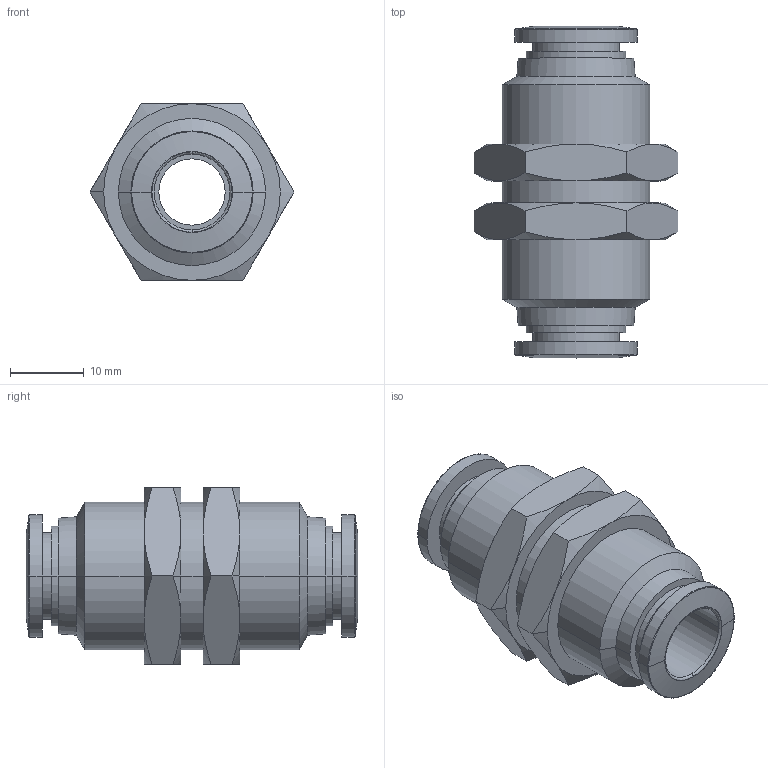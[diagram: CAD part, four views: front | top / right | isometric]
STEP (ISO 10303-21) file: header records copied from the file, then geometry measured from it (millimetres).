
FILE_DESCRIPTION (( 'STEP AP214' ), '1' );
FILE_NAME ('UB10M.step', '2016-02-24T20:48:08', ( '' ), ( '' ), 'SwSTEP 2.0', 'SolidWorks 2015', '' );
FILE_SCHEMA (( 'AUTOMOTIVE_DESIGN' ));
Length unit declared in the file: inch
Products named in the file (1): UB10M
Bounding box: 27.71 x 45.1 x 24 mm (x, y, z)
Volume: 10303.3 mm3; surface area: 5656.8 mm2
Topology: 1 solids, 1 shells, 98 faces, 216 edges, 132 vertices
Faces by surface type: cone 40, plane 26, cylinder 24, bspline 8
Entity records: 4254 total; most frequent: CARTESIAN_POINT 819, DIRECTION 458, ORIENTED_EDGE 432, EDGE_CURVE 216, AXIS2_PLACEMENT_3D 203, VERTEX_POINT 132, EDGE_LOOP 112, CIRCLE 112
